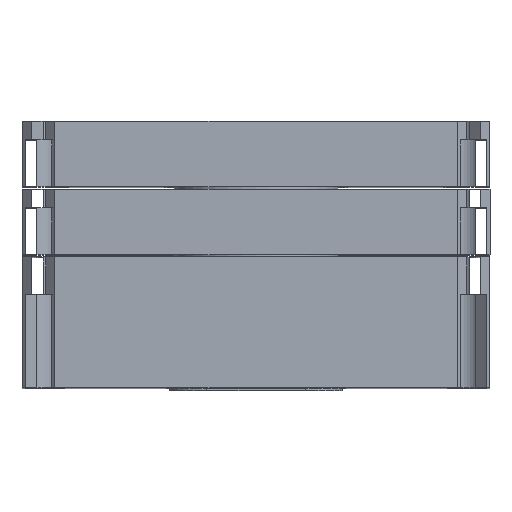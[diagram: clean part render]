
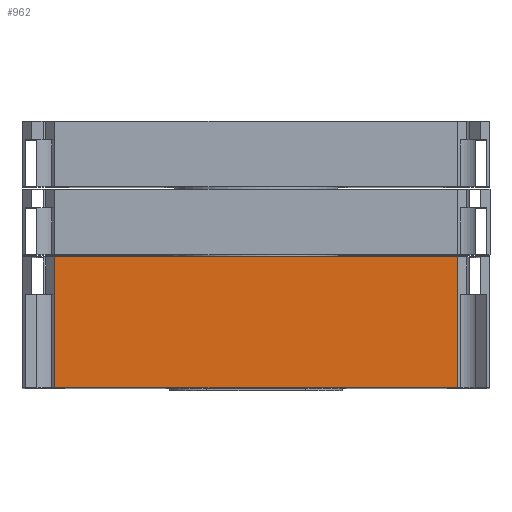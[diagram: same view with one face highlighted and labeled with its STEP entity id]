
A CAD part, top view. The second image highlights one B-rep face of the part: STEP entity #962.
In plain terms, the highlighted planar face has unit normal (0, 0, 1).
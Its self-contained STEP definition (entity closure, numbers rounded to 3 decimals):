
#796 = EDGE_CURVE ( 'NONE', #22227, #28770, #21570, .T. ) ;
#962 = ADVANCED_FACE ( 'NONE', ( #33359 ), #30136, .T. ) ;
#1648 = CARTESIAN_POINT ( 'NONE',  ( 43., -42.5, 50. ) ) ;
#1828 = VERTEX_POINT ( 'NONE', #20778 ) ;
#2134 = LINE ( 'NONE', #14602, #21294 ) ;
#2918 = CARTESIAN_POINT ( 'NONE',  ( -43., -12., 50. ) ) ;
#4074 = VERTEX_POINT ( 'NONE', #1648 ) ;
#4528 = LINE ( 'NONE', #6892, #27769 ) ;
#6539 = VECTOR ( 'NONE', #23176, 1000. ) ;
#6892 = CARTESIAN_POINT ( 'NONE',  ( 43., -14.5, 50. ) ) ;
#6911 = DIRECTION ( 'NONE',  ( 0., 1., 0. ) ) ;
#7353 = ORIENTED_EDGE ( 'NONE', *, *, #11236, .F. ) ;
#7717 = VECTOR ( 'NONE', #8284, 1000. ) ;
#8284 = DIRECTION ( 'NONE',  ( 0., -1., 0. ) ) ;
#8304 = CARTESIAN_POINT ( 'NONE',  ( -43., -14.5, 50. ) ) ;
#11236 = EDGE_CURVE ( 'NONE', #4074, #28770, #2134, .T. ) ;
#12686 = CARTESIAN_POINT ( 'NONE',  ( 43., -12., 50. ) ) ;
#13083 = EDGE_CURVE ( 'NONE', #1828, #4074, #20393, .T. ) ;
#14602 = CARTESIAN_POINT ( 'NONE',  ( 43., -42.5, 50. ) ) ;
#17011 = ORIENTED_EDGE ( 'NONE', *, *, #796, .T. ) ;
#17143 = CARTESIAN_POINT ( 'NONE',  ( 43., -12., 50. ) ) ;
#17558 = DIRECTION ( 'NONE',  ( -1., 0., 0. ) ) ;
#17735 = ORIENTED_EDGE ( 'NONE', *, *, #33332, .T. ) ;
#20004 = DIRECTION ( 'NONE',  ( 0., 0., 1. ) ) ;
#20393 = LINE ( 'NONE', #12686, #6539 ) ;
#20468 = ORIENTED_EDGE ( 'NONE', *, *, #13083, .F. ) ;
#20778 = CARTESIAN_POINT ( 'NONE',  ( 43., -14.5, 50. ) ) ;
#21294 = VECTOR ( 'NONE', #17558, 1000. ) ;
#21570 = LINE ( 'NONE', #2918, #7717 ) ;
#22227 = VERTEX_POINT ( 'NONE', #8304 ) ;
#23176 = DIRECTION ( 'NONE',  ( 0., -1., 0. ) ) ;
#25236 = EDGE_LOOP ( 'NONE', ( #20468, #17735, #17011, #7353 ) ) ;
#27769 = VECTOR ( 'NONE', #30902, 1000. ) ;
#28770 = VERTEX_POINT ( 'NONE', #32724 ) ;
#30136 = PLANE ( 'NONE',  #32862 ) ;
#30902 = DIRECTION ( 'NONE',  ( -1., 0., 0. ) ) ;
#32724 = CARTESIAN_POINT ( 'NONE',  ( -43., -42.5, 50. ) ) ;
#32862 = AXIS2_PLACEMENT_3D ( 'NONE', #17143, #20004, #6911 ) ;
#33332 = EDGE_CURVE ( 'NONE', #1828, #22227, #4528, .T. ) ;
#33359 = FACE_OUTER_BOUND ( 'NONE', #25236, .T. ) ;
